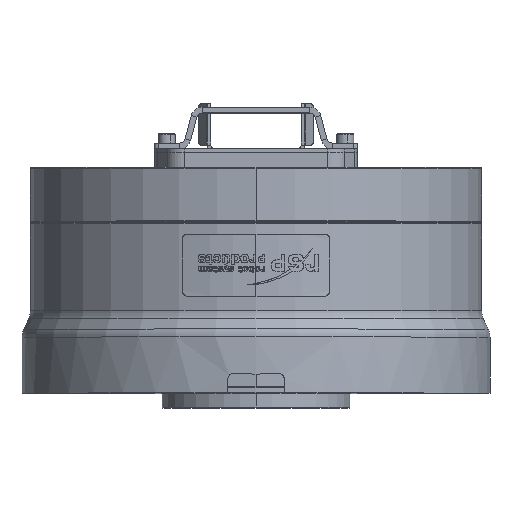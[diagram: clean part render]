
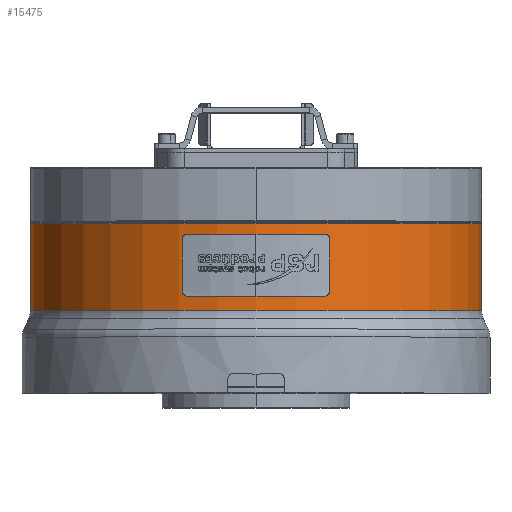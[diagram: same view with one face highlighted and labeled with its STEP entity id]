
A CAD part, top view. The second image highlights one B-rep face of the part: STEP entity #15475.
In plain terms, the highlighted cylindrical face has radius 120 mm (diameter 240 mm), a partial arc.
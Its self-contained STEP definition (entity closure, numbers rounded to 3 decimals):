
#331 = ORIENTED_EDGE ( 'NONE', *, *, #11862, .T. ) ;
#5543 = ORIENTED_EDGE ( 'NONE', *, *, #44879, .T. ) ;
#5806 = VECTOR ( 'NONE', #33765, 1000. ) ;
#6987 = CIRCLE ( 'NONE', #22696, 120. ) ;
#7521 = ORIENTED_EDGE ( 'NONE', *, *, #43278, .T. ) ;
#8284 = FACE_OUTER_BOUND ( 'NONE', #37141, .T. ) ;
#9967 = CARTESIAN_POINT ( 'NONE',  ( 120., 98.55, 0. ) ) ;
#10600 = CIRCLE ( 'NONE', #43656, 120. ) ;
#10611 = DIRECTION ( 'NONE',  ( 0., -1., 0. ) ) ;
#10961 = CARTESIAN_POINT ( 'NONE',  ( 0., 51.767, 0. ) ) ;
#11862 = EDGE_CURVE ( 'NONE', #45487, #41408, #10600, .T. ) ;
#12431 = CARTESIAN_POINT ( 'NONE',  ( 120., 51.767, 0. ) ) ;
#13342 = CARTESIAN_POINT ( 'NONE',  ( -120., 51.767, 0. ) ) ;
#15475 = ADVANCED_FACE ( 'NONE', ( #8284 ), #27671, .T. ) ;
#17106 = CARTESIAN_POINT ( 'NONE',  ( 120., 98.05, 0. ) ) ;
#18233 = DIRECTION ( 'NONE',  ( -1., 0., 0. ) ) ;
#22696 = AXIS2_PLACEMENT_3D ( 'NONE', #45650, #33012, #26002 ) ;
#26002 = DIRECTION ( 'NONE',  ( 1., 0., 0. ) ) ;
#27671 = CYLINDRICAL_SURFACE ( 'NONE', #36864, 120. ) ;
#28153 = VERTEX_POINT ( 'NONE', #17106 ) ;
#33012 = DIRECTION ( 'NONE',  ( 0., -1., 0. ) ) ;
#33755 = DIRECTION ( 'NONE',  ( 0., 1., 0. ) ) ;
#33765 = DIRECTION ( 'NONE',  ( 0., -1., 0. ) ) ;
#34009 = LINE ( 'NONE', #9967, #5806 ) ;
#34199 = EDGE_CURVE ( 'NONE', #28153, #41408, #34009, .T. ) ;
#35930 = CARTESIAN_POINT ( 'NONE',  ( 0., 98.55, 0. ) ) ;
#36864 = AXIS2_PLACEMENT_3D ( 'NONE', #35930, #43202, #47852 ) ;
#37141 = EDGE_LOOP ( 'NONE', ( #50590, #7521, #5543, #331 ) ) ;
#41408 = VERTEX_POINT ( 'NONE', #12431 ) ;
#42694 = CARTESIAN_POINT ( 'NONE',  ( -120., 98.05, 0. ) ) ;
#43202 = DIRECTION ( 'NONE',  ( 0., -1., 0. ) ) ;
#43278 = EDGE_CURVE ( 'NONE', #28153, #50748, #6987, .T. ) ;
#43656 = AXIS2_PLACEMENT_3D ( 'NONE', #10961, #33755, #18233 ) ;
#44253 = VECTOR ( 'NONE', #10611, 1000. ) ;
#44879 = EDGE_CURVE ( 'NONE', #50748, #45487, #45780, .T. ) ;
#45487 = VERTEX_POINT ( 'NONE', #13342 ) ;
#45650 = CARTESIAN_POINT ( 'NONE',  ( 0., 98.05, 0. ) ) ;
#45780 = LINE ( 'NONE', #46308, #44253 ) ;
#46308 = CARTESIAN_POINT ( 'NONE',  ( -120., 98.55, 0. ) ) ;
#47852 = DIRECTION ( 'NONE',  ( -1., 0., 0. ) ) ;
#50590 = ORIENTED_EDGE ( 'NONE', *, *, #34199, .F. ) ;
#50748 = VERTEX_POINT ( 'NONE', #42694 ) ;
